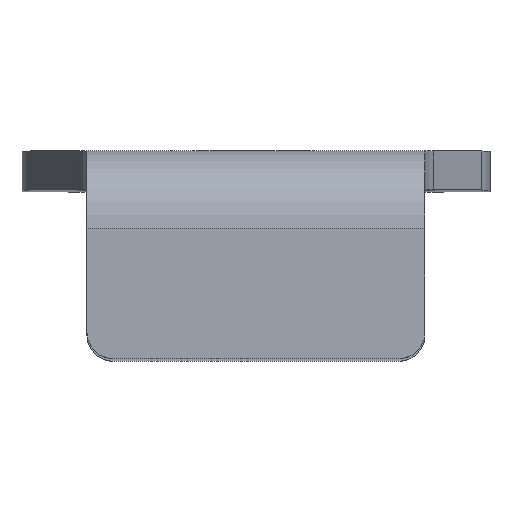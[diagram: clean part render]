
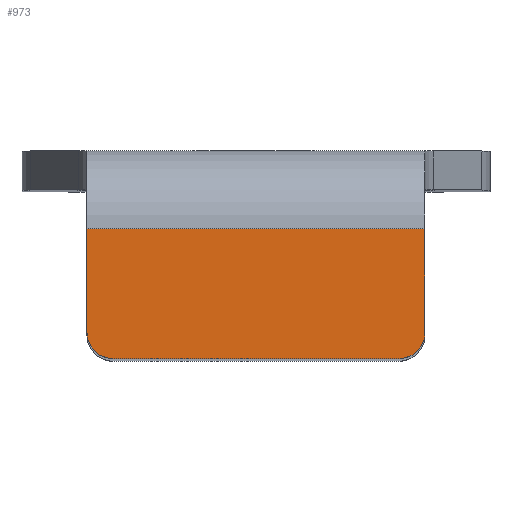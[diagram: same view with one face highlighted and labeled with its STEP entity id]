
A CAD part, top view. The second image highlights one B-rep face of the part: STEP entity #973.
In plain terms, the highlighted planar face has unit normal (0, 0, 1).
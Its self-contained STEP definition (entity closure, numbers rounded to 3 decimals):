
#54=CIRCLE('',#1032,2.);
#57=CIRCLE('',#1038,2.);
#126=FACE_OUTER_BOUND('',#176,.T.);
#176=EDGE_LOOP('',(#680,#681,#682,#683,#684,#685));
#223=LINE('',#1431,#303);
#234=LINE('',#1458,#314);
#239=LINE('',#1473,#319);
#253=LINE('',#1519,#333);
#303=VECTOR('',#1136,10.);
#314=VECTOR('',#1157,10.);
#319=VECTOR('',#1174,10.);
#333=VECTOR('',#1224,10.);
#382=VERTEX_POINT('',#1427);
#384=VERTEX_POINT('',#1430);
#387=VERTEX_POINT('',#1437);
#395=VERTEX_POINT('',#1456);
#396=VERTEX_POINT('',#1460);
#399=VERTEX_POINT('',#1471);
#471=EDGE_CURVE('',#382,#384,#223,.T.);
#484=EDGE_CURVE('',#395,#387,#234,.T.);
#485=EDGE_CURVE('',#395,#396,#54,.T.);
#492=EDGE_CURVE('',#396,#399,#239,.T.);
#493=EDGE_CURVE('',#399,#384,#57,.T.);
#515=EDGE_CURVE('',#387,#382,#253,.T.);
#680=ORIENTED_EDGE('',*,*,#485,.T.);
#681=ORIENTED_EDGE('',*,*,#492,.T.);
#682=ORIENTED_EDGE('',*,*,#493,.T.);
#683=ORIENTED_EDGE('',*,*,#471,.F.);
#684=ORIENTED_EDGE('',*,*,#515,.F.);
#685=ORIENTED_EDGE('',*,*,#484,.F.);
#888=PLANE('',#1059);
#973=ADVANCED_FACE('',(#126),#888,.F.);
#1032=AXIS2_PLACEMENT_3D('',#1461,#1160,#1161);
#1038=AXIS2_PLACEMENT_3D('',#1475,#1177,#1178);
#1059=AXIS2_PLACEMENT_3D('',#1526,#1235,#1236);
#1136=DIRECTION('',(0.,-1.,0.));
#1157=DIRECTION('',(0.,1.,0.));
#1160=DIRECTION('center_axis',(0.,0.,
1.));
#1161=DIRECTION('ref_axis',(-0.707,-0.707,0.));
#1174=DIRECTION('',(1.,0.,0.));
#1177=DIRECTION('center_axis',(0.,0.,
1.));
#1178=DIRECTION('ref_axis',(0.707,-0.707,0.));
#1224=DIRECTION('',(1.,0.,0.));
#1235=DIRECTION('center_axis',(0.,0.,
-1.));
#1236=DIRECTION('ref_axis',(0.,1.,0.));
#1427=CARTESIAN_POINT('',(13.,-3.,61.));
#1430=CARTESIAN_POINT('',(13.,-11.,61.));
#1431=CARTESIAN_POINT('',(13.,4.946,61.));
#1437=CARTESIAN_POINT('',(-13.,-3.,61.));
#1456=CARTESIAN_POINT('',(-13.,-11.,61.));
#1458=CARTESIAN_POINT('',(-13.,4.946,61.));
#1460=CARTESIAN_POINT('',(-11.,-13.,61.));
#1461=CARTESIAN_POINT('Origin',(-11.,-11.,61.));
#1471=CARTESIAN_POINT('',(11.,-13.,61.));
#1473=CARTESIAN_POINT('',(-18.,-13.,61.));
#1475=CARTESIAN_POINT('Origin',(11.,-11.,61.));
#1519=CARTESIAN_POINT('',(0.,-3.,61.));
#1526=CARTESIAN_POINT('Origin',(0.,22.893,61.));
